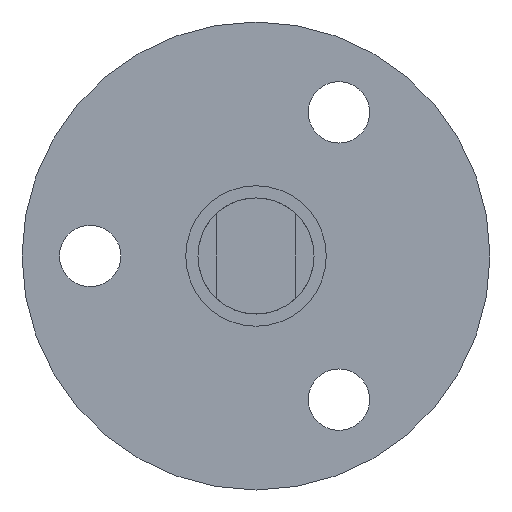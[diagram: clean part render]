
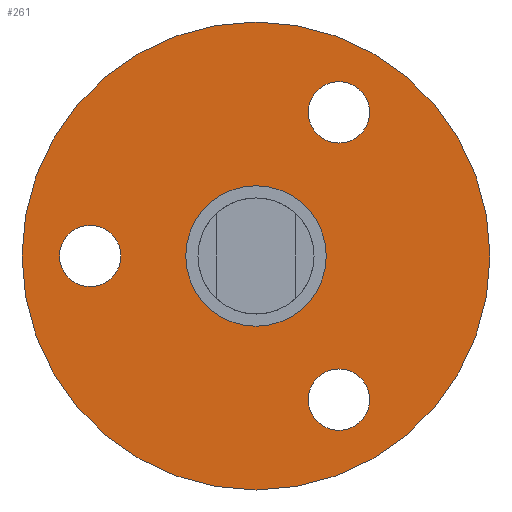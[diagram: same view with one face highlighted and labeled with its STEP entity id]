
A CAD part, left-side view. The second image highlights one B-rep face of the part: STEP entity #261.
In plain terms, the highlighted planar face has unit normal (-1, 0, 0).
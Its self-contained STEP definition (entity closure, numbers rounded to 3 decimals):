
#20=FACE_BOUND('',#82,.T.);
#21=FACE_BOUND('',#83,.T.);
#22=FACE_BOUND('',#84,.T.);
#23=FACE_BOUND('',#85,.T.);
#37=CIRCLE('',#292,1.666);
#39=CIRCLE('',#295,1.666);
#41=CIRCLE('',#298,1.666);
#43=CIRCLE('',#301,3.81);
#47=CIRCLE('',#308,12.7);
#60=FACE_OUTER_BOUND('',#81,.T.);
#81=EDGE_LOOP('',(#215));
#82=EDGE_LOOP('',(#216));
#83=EDGE_LOOP('',(#217));
#84=EDGE_LOOP('',(#218));
#85=EDGE_LOOP('',(#219));
#130=VERTEX_POINT('',#430);
#132=VERTEX_POINT('',#436);
#134=VERTEX_POINT('',#442);
#136=VERTEX_POINT('',#448);
#140=VERTEX_POINT('',#460);
#157=EDGE_CURVE('',#130,#130,#37,.T.);
#160=EDGE_CURVE('',#132,#132,#39,.T.);
#163=EDGE_CURVE('',#134,#134,#41,.T.);
#166=EDGE_CURVE('',#136,#136,#43,.T.);
#170=EDGE_CURVE('',#140,#140,#47,.T.);
#215=ORIENTED_EDGE('',*,*,#170,.F.);
#216=ORIENTED_EDGE('',*,*,#157,.T.);
#217=ORIENTED_EDGE('',*,*,#160,.T.);
#218=ORIENTED_EDGE('',*,*,#163,.T.);
#219=ORIENTED_EDGE('',*,*,#166,.T.);
#248=PLANE('',#307);
#261=ADVANCED_FACE('',(#60,#20,#21,#22,#23),#248,.F.);
#292=AXIS2_PLACEMENT_3D('',#432,#349,#350);
#295=AXIS2_PLACEMENT_3D('',#438,#356,#357);
#298=AXIS2_PLACEMENT_3D('',#444,#363,#364);
#301=AXIS2_PLACEMENT_3D('',#450,#370,#371);
#307=AXIS2_PLACEMENT_3D('',#459,#382,#383);
#308=AXIS2_PLACEMENT_3D('',#461,#384,#385);
#349=DIRECTION('center_axis',(1.,0.,0.));
#350=DIRECTION('ref_axis',(0.,1.,0.));
#356=DIRECTION('center_axis',(1.,0.,0.));
#357=DIRECTION('ref_axis',(0.,1.,0.));
#363=DIRECTION('center_axis',(1.,0.,0.));
#364=DIRECTION('ref_axis',(0.,1.,0.));
#370=DIRECTION('center_axis',(1.,0.,0.));
#371=DIRECTION('ref_axis',(0.,0.,1.));
#382=DIRECTION('center_axis',(1.,0.,0.));
#383=DIRECTION('ref_axis',(0.,0.,-1.));
#384=DIRECTION('center_axis',(1.,0.,0.));
#385=DIRECTION('ref_axis',(0.,0.,-1.));
#430=CARTESIAN_POINT('',(28.795,16.149,-87.012));
#432=CARTESIAN_POINT('Origin',(28.795,17.815,-87.012));
#436=CARTESIAN_POINT('',(28.795,29.649,-79.218));
#438=CARTESIAN_POINT('Origin',(28.795,31.315,-79.218));
#442=CARTESIAN_POINT('',(28.795,16.149,-71.423));
#444=CARTESIAN_POINT('Origin',(28.795,17.815,-71.423));
#448=CARTESIAN_POINT('',(28.795,22.315,-83.028));
#450=CARTESIAN_POINT('Origin',(28.795,22.315,-79.218));
#459=CARTESIAN_POINT('Origin',(28.795,22.315,-79.218));
#460=CARTESIAN_POINT('',(28.795,22.315,-66.518));
#461=CARTESIAN_POINT('Origin',(28.795,22.315,-79.218));
